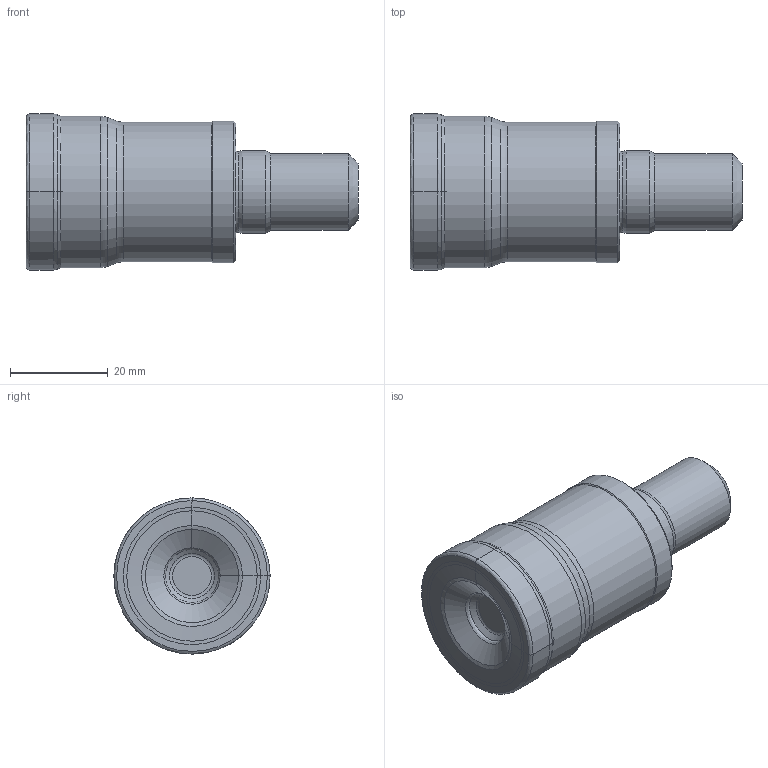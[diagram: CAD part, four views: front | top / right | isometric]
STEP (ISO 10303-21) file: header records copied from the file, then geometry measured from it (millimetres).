
FILE_DESCRIPTION(/* description */ (''),/* implementation_level */ '2;1');
FILE_NAME(/* name */ 'AEM90-WN0604Z-D32-M16-L43-Z03-H.stp',/* time_stamp */ '2023-10-19T16:26:16+03:00',/* author */ (''),/* organization */ (''),/* preprocessor_version */ 'ST-DEVELOPER v19.4',/* originating_system */ 'SIEMENS PLM Software NX2306.5001',/* authorisation */ '');
FILE_SCHEMA (('AUTOMOTIVE_DESIGN { 1 0 10303 214 3 1 1 1 }'));
Length unit declared in the file: millimetre
Products named in the file (1): AEM90-WN0604Z-D32-M16-L43-Z03-H-LIGHT_x_t_objects
Bounding box: 68 x 32 x 32 mm (x, y, z)
Volume: 39079.1 mm3; surface area: 9020.7 mm2
Topology: 2 solids, 2 shells, 63 faces, 122 edges, 62 vertices
Faces by surface type: bspline 36, cone 10, torus 8, cylinder 6, plane 3
Full cylindrical faces by diameter (mm): 15.75 x1, 17 x1, 28.6 x1, 29 x1, 30 x1, 31 x1
Entity records: 1836 total; most frequent: CARTESIAN_POINT 716, DIRECTION 228, ORIENTED_EDGE 196, AXIS2_PLACEMENT_3D 102, EDGE_CURVE 98, EDGE_LOOP 88, ADVANCED_FACE 63, CIRCLE 62
